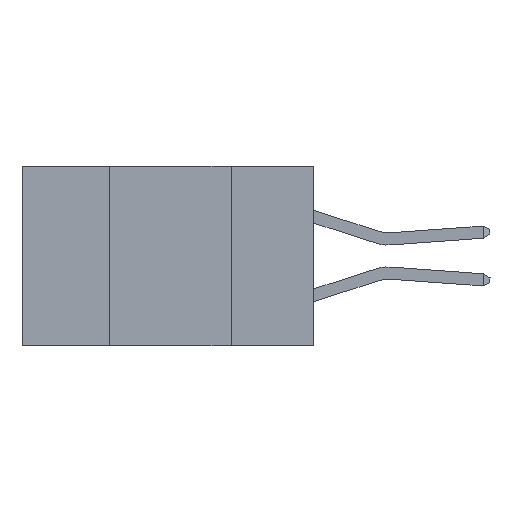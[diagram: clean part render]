
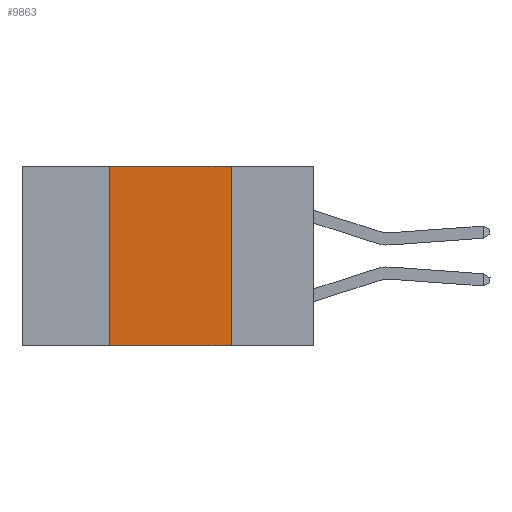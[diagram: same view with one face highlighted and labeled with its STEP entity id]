
A CAD part, left-side view. The second image highlights one B-rep face of the part: STEP entity #9863.
In plain terms, the highlighted planar face has unit normal (-1, 0, 0).
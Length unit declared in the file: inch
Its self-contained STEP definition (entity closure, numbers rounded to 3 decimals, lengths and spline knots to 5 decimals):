
#83 = VERTEX_POINT ( 'NONE', #15534 ) ;
#679 = VECTOR ( 'NONE', #5428, 39.37008 ) ;
#878 = VERTEX_POINT ( 'NONE', #15852 ) ;
#927 = LINE ( 'NONE', #7744, #14054 ) ;
#1137 = PLANE ( 'NONE',  #6982 ) ;
#2006 = VERTEX_POINT ( 'NONE', #14939 ) ;
#2483 = CARTESIAN_POINT ( 'NONE',  ( 0., 0.6, -0.37 ) ) ;
#2504 = EDGE_LOOP ( 'NONE', ( #21628, #12899, #7654, #12372 ) ) ;
#3619 = EDGE_CURVE ( 'NONE', #83, #2006, #7828, .T. ) ;
#3684 = CARTESIAN_POINT ( 'NONE',  ( 0., 0.17, 0. ) ) ;
#5428 = DIRECTION ( 'NONE',  ( 0., 0., -1. ) ) ;
#6982 = AXIS2_PLACEMENT_3D ( 'NONE', #19738, #8023, #19807 ) ;
#7654 = ORIENTED_EDGE ( 'NONE', *, *, #12667, .F. ) ;
#7744 = CARTESIAN_POINT ( 'NONE',  ( 0., 0.6, 0. ) ) ;
#7828 = LINE ( 'NONE', #2483, #16351 ) ;
#8023 = DIRECTION ( 'NONE',  ( 1., 0., 0. ) ) ;
#9323 = CARTESIAN_POINT ( 'NONE',  ( 0., 0.42, 0. ) ) ;
#9404 = DIRECTION ( 'NONE',  ( 0., 0., 1. ) ) ;
#9863 = ADVANCED_FACE ( 'NONE', ( #17930 ), #1137, .F. ) ;
#12372 = ORIENTED_EDGE ( 'NONE', *, *, #3619, .T. ) ;
#12667 = EDGE_CURVE ( 'NONE', #83, #13175, #21755, .T. ) ;
#12899 = ORIENTED_EDGE ( 'NONE', *, *, #18511, .F. ) ;
#13175 = VERTEX_POINT ( 'NONE', #14098 ) ;
#14054 = VECTOR ( 'NONE', #16227, 39.37008 ) ;
#14098 = CARTESIAN_POINT ( 'NONE',  ( 0., 0.42, 0. ) ) ;
#14383 = EDGE_CURVE ( 'NONE', #878, #2006, #18810, .T. ) ;
#14939 = CARTESIAN_POINT ( 'NONE',  ( 0., 0.17, -0.37 ) ) ;
#15534 = CARTESIAN_POINT ( 'NONE',  ( 0., 0.42, -0.37 ) ) ;
#15852 = CARTESIAN_POINT ( 'NONE',  ( 0., 0.17, 0. ) ) ;
#16227 = DIRECTION ( 'NONE',  ( 0., -1., 0. ) ) ;
#16351 = VECTOR ( 'NONE', #19357, 39.37008 ) ;
#17323 = VECTOR ( 'NONE', #9404, 39.37008 ) ;
#17930 = FACE_OUTER_BOUND ( 'NONE', #2504, .T. ) ;
#18511 = EDGE_CURVE ( 'NONE', #13175, #878, #927, .T. ) ;
#18810 = LINE ( 'NONE', #3684, #679 ) ;
#19357 = DIRECTION ( 'NONE',  ( 0., -1., 0. ) ) ;
#19738 = CARTESIAN_POINT ( 'NONE',  ( 0., 0.6, 0. ) ) ;
#19807 = DIRECTION ( 'NONE',  ( 0., 0., -1. ) ) ;
#21628 = ORIENTED_EDGE ( 'NONE', *, *, #14383, .F. ) ;
#21755 = LINE ( 'NONE', #9323, #17323 ) ;
